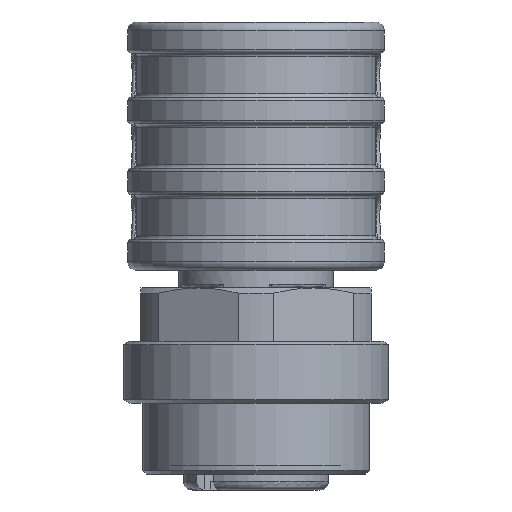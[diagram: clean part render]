
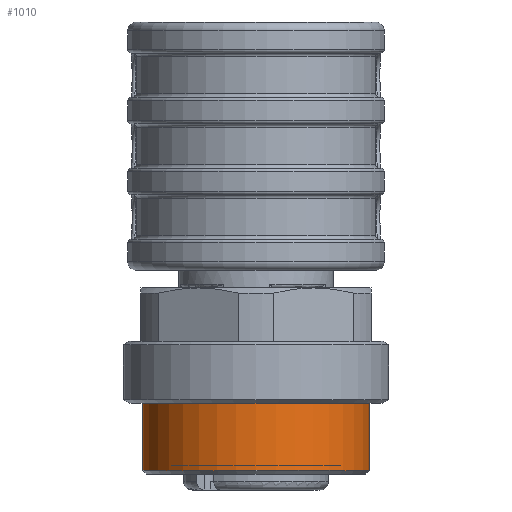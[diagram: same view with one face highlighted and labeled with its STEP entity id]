
A CAD part, left-side view. The second image highlights one B-rep face of the part: STEP entity #1010.
In plain terms, the highlighted cylindrical face has radius 6.4 mm (diameter 12.8 mm), a full revolution.
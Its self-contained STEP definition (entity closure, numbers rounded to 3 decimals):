
#1010=ADVANCED_FACE('',(#2224,#2225),#1390,.T.);
#1390=CYLINDRICAL_SURFACE('',#6309,6.4);
#2224=FACE_BOUND('',#2322,.T.);
#2225=FACE_BOUND('',#2323,.T.);
#2322=EDGE_LOOP('',(#2812));
#2323=EDGE_LOOP('',(#2813));
#2812=ORIENTED_EDGE('',*,*,#5170,.T.);
#2813=ORIENTED_EDGE('',*,*,#5171,.T.);
#4582=VERTEX_POINT('',#8611);
#4583=VERTEX_POINT('',#8613);
#5170=EDGE_CURVE('',#4582,#4582,#6053,.T.);
#5171=EDGE_CURVE('',#4583,#4583,#6054,.T.);
#6053=CIRCLE('',#6307,6.4);
#6054=CIRCLE('',#6308,6.4);
#6307=AXIS2_PLACEMENT_3D('',#8610,#6936,#6937);
#6308=AXIS2_PLACEMENT_3D('',#8612,#6938,#6939);
#6309=AXIS2_PLACEMENT_3D('',#8614,#6940,#6941);
#6936=DIRECTION('',(0.,0.,1.));
#6937=DIRECTION('',(1.,0.,0.));
#6938=DIRECTION('',(0.,0.,-1.));
#6939=DIRECTION('',(0.,1.,0.));
#6940=DIRECTION('',(0.,0.,-1.));
#6941=DIRECTION('',(0.,1.,0.));
#8610=CARTESIAN_POINT('',(56.5,50.,-18.3));
#8611=CARTESIAN_POINT('',(62.9,50.,-18.3));
#8612=CARTESIAN_POINT('',(56.5,50.,-14.5));
#8613=CARTESIAN_POINT('',(56.5,56.4,-14.5));
#8614=CARTESIAN_POINT('',(56.5,50.,-18.5));
